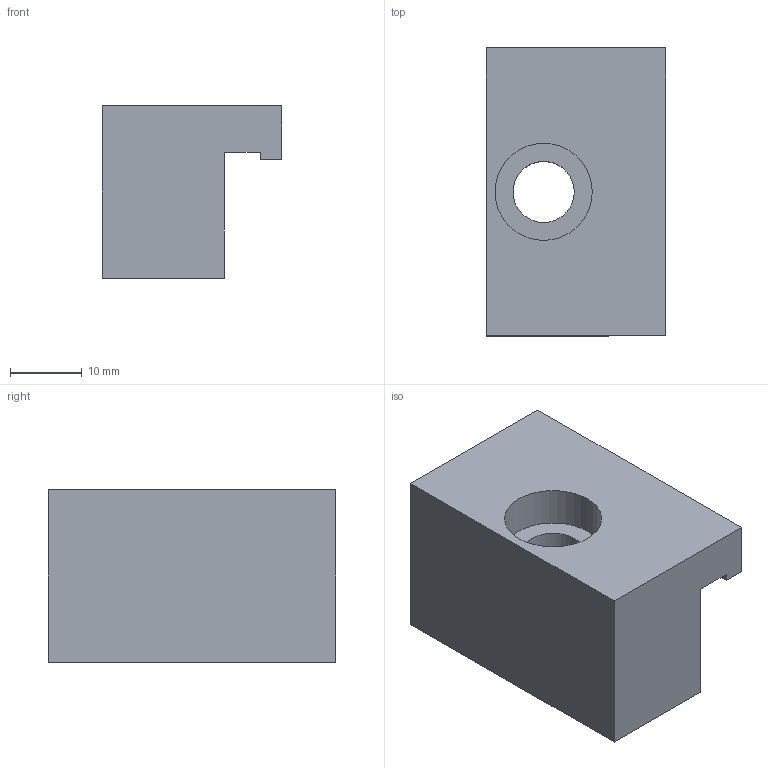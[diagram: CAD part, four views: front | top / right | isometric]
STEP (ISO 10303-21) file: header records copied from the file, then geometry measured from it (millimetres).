
FILE_DESCRIPTION(/* description */ ('Poziční spojka'),/* implementation_level */ '2;1');
FILE_NAME(/* name */ '324547.stp',/* time_stamp */ '2022-08-12T07:47:28+02:00',/* author */ ('aluteckkpl_am'),/* organization */ (''),/* preprocessor_version */ 'ST-DEVELOPER v18.1',/* originating_system */ 'Autodesk Inventor 2021',/* authorisation */ '');
FILE_SCHEMA (('CONFIG_CONTROL_DESIGN'));
Length unit declared in the file: millimetre
Products named in the file (1): 324547
Bounding box: 25 x 40 x 24 mm (x, y, z)
Volume: 16683 mm3; surface area: 5539.8 mm2
Topology: 1 solids, 1 shells, 13 faces, 33 edges, 23 vertices
Faces by surface type: plane 11, cylinder 2
Full cylindrical faces by diameter (mm): 8.5 x1, 13.5 x1
Entity records: 443 total; most frequent: CARTESIAN_POINT 70, DIRECTION 68, ORIENTED_EDGE 66, EDGE_CURVE 33, LINE 26, VECTOR 26, VERTEX_POINT 23, AXIS2_PLACEMENT_3D 21
